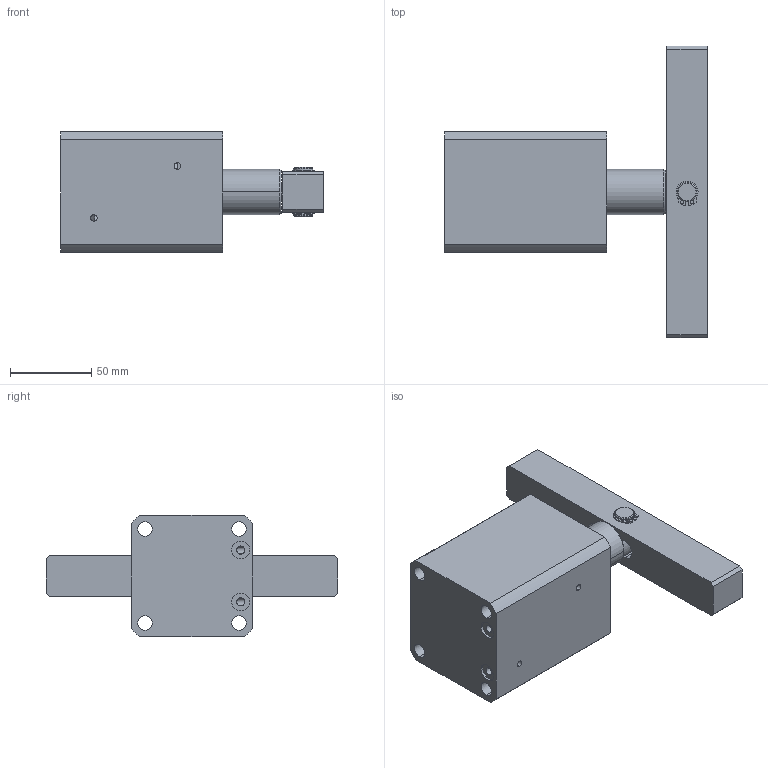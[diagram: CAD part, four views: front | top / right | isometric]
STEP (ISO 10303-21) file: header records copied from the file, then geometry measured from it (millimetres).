
FILE_DESCRIPTION (( 'STEP AP203' ), '1' );
FILE_NAME ('chs-m50d_asm.STEP', '2019-04-24T12:13:02', ( '' ), ( '' ), 'SwSTEP 2.0', 'SolidWorks 2017', '' );
FILE_SCHEMA (( 'CONFIG_CONTROL_DESIGN' ));
Length unit declared in the file: millimetre
Products named in the file (6): chs-m50d_asm; 轴用挡圈; CHS-50DHSG_3; CHS-M50BT; CHS-50DYB_4; 种
Assembly tree (6 placements, depth 2):
  chs-m50d_asm
    CHS-M50BT
    CHS-50DHSG_3
    CHS-50DYB_4
    种
    轴用挡圈  x2
Bounding box: 162 x 180 x 75.01 mm (x, y, z)
Volume: 593590.7 mm3; surface area: 103075.2 mm2
Topology: 6 solids, 6 shells, 163 faces, 410 edges, 269 vertices
Faces by surface type: cylinder 99, plane 56, cone 8
Entity records: 5098 total; most frequent: CARTESIAN_POINT 932, DIRECTION 802, ORIENTED_EDGE 688, EDGE_CURVE 344, AXIS2_PLACEMENT_3D 323, VERTEX_POINT 225, EDGE_LOOP 177, CIRCLE 175
